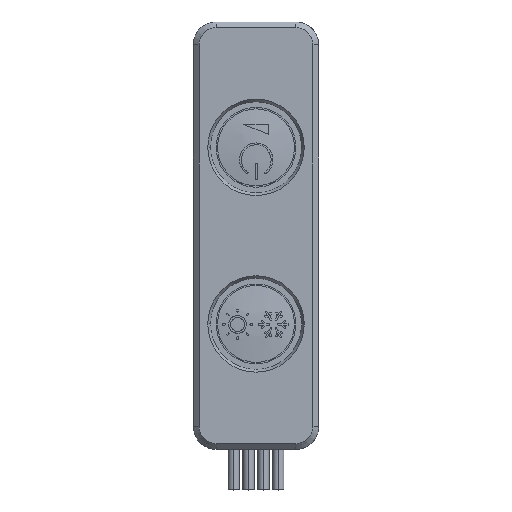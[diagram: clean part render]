
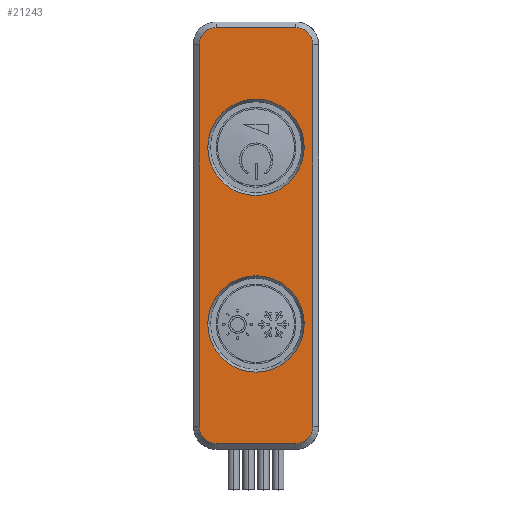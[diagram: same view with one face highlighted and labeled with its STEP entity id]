
A CAD part, top view. The second image highlights one B-rep face of the part: STEP entity #21243.
In plain terms, the highlighted planar face has unit normal (0, 0, 1).
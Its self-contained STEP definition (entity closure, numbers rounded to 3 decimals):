
#156 = VERTEX_POINT ( 'NONE', #6404 ) ;
#224 = ORIENTED_EDGE ( 'NONE', *, *, #19497, .T. ) ;
#875 = DIRECTION ( 'NONE',  ( 1., 0., 0. ) ) ;
#887 = DIRECTION ( 'NONE',  ( 1., 0., 0. ) ) ;
#903 = CIRCLE ( 'NONE', #11528, 3. ) ;
#970 = EDGE_LOOP ( 'NONE', ( #16705, #22023 ) ) ;
#1435 = EDGE_LOOP ( 'NONE', ( #25373, #13668, #224, #25845, #13037, #2462, #23085, #2566 ) ) ;
#1559 = DIRECTION ( 'NONE',  ( 1., 0., 0. ) ) ;
#1572 = DIRECTION ( 'NONE',  ( 0., -1., 0. ) ) ;
#1663 = CARTESIAN_POINT ( 'NONE',  ( 0., 15., 7. ) ) ;
#1776 = VECTOR ( 'NONE', #18987, 1000. ) ;
#1941 = DIRECTION ( 'NONE',  ( 0., 0., -1. ) ) ;
#2255 = LINE ( 'NONE', #12249, #14006 ) ;
#2422 = CIRCLE ( 'NONE', #18604, 3. ) ;
#2462 = ORIENTED_EDGE ( 'NONE', *, *, #21893, .T. ) ;
#2544 = CIRCLE ( 'NONE', #8052, 8.462 ) ;
#2566 = ORIENTED_EDGE ( 'NONE', *, *, #10757, .T. ) ;
#2775 = CARTESIAN_POINT ( 'NONE',  ( 11., 67., 7. ) ) ;
#2828 = LINE ( 'NONE', #11335, #15148 ) ;
#2871 = CARTESIAN_POINT ( 'NONE',  ( -7., 64., 7. ) ) ;
#2887 = CARTESIAN_POINT ( 'NONE',  ( 7., 64., 7. ) ) ;
#2917 = CARTESIAN_POINT ( 'NONE',  ( -10., -3., 7. ) ) ;
#3067 = EDGE_CURVE ( 'NONE', #11868, #24549, #2255, .T. ) ;
#3150 = EDGE_CURVE ( 'NONE', #19359, #17909, #2544, .T. ) ;
#3447 = VERTEX_POINT ( 'NONE', #8019 ) ;
#3686 = CARTESIAN_POINT ( 'NONE',  ( 0., 46., 7. ) ) ;
#3915 = CARTESIAN_POINT ( 'NONE',  ( -8.462, 46., 7. ) ) ;
#3996 = DIRECTION ( 'NONE',  ( 0., 0., 1. ) ) ;
#4054 = CARTESIAN_POINT ( 'NONE',  ( -7., -6., 7. ) ) ;
#4130 = EDGE_LOOP ( 'NONE', ( #21871, #4773 ) ) ;
#4768 = CIRCLE ( 'NONE', #19617, 3. ) ;
#4773 = ORIENTED_EDGE ( 'NONE', *, *, #13730, .T. ) ;
#5021 = EDGE_CURVE ( 'NONE', #24127, #23705, #19112, .T. ) ;
#5236 = CARTESIAN_POINT ( 'NONE',  ( 10., 64., 7. ) ) ;
#5723 = DIRECTION ( 'NONE',  ( 1., 0., 0. ) ) ;
#5898 = VERTEX_POINT ( 'NONE', #4054 ) ;
#6115 = DIRECTION ( 'NONE',  ( 1., 0., 0. ) ) ;
#6404 = CARTESIAN_POINT ( 'NONE',  ( -10., 64., 7. ) ) ;
#7281 = DIRECTION ( 'NONE',  ( 0., 0., -1. ) ) ;
#7363 = CARTESIAN_POINT ( 'NONE',  ( -8.462, 15., 7. ) ) ;
#7462 = CARTESIAN_POINT ( 'NONE',  ( 11., -7., 7. ) ) ;
#8019 = CARTESIAN_POINT ( 'NONE',  ( -7., 67., 7. ) ) ;
#8038 = DIRECTION ( 'NONE',  ( 1., 0., 0. ) ) ;
#8052 = AXIS2_PLACEMENT_3D ( 'NONE', #15291, #10770, #8914 ) ;
#8914 = DIRECTION ( 'NONE',  ( 1., 0., 0. ) ) ;
#9193 = CARTESIAN_POINT ( 'NONE',  ( 8.462, 46., 7. ) ) ;
#9560 = AXIS2_PLACEMENT_3D ( 'NONE', #1663, #23854, #8038 ) ;
#9651 = VERTEX_POINT ( 'NONE', #18419 ) ;
#10358 = CARTESIAN_POINT ( 'NONE',  ( 10., -3., 7. ) ) ;
#10504 = DIRECTION ( 'NONE',  ( 0., 1., 0. ) ) ;
#10757 = EDGE_CURVE ( 'NONE', #3447, #156, #2422, .T. ) ;
#10770 = DIRECTION ( 'NONE',  ( 0., 0., -1. ) ) ;
#11335 = CARTESIAN_POINT ( 'NONE',  ( 11., -6., 7. ) ) ;
#11528 = AXIS2_PLACEMENT_3D ( 'NONE', #16217, #25909, #5723 ) ;
#11646 = EDGE_CURVE ( 'NONE', #12068, #11868, #903, .T. ) ;
#11868 = VERTEX_POINT ( 'NONE', #10358 ) ;
#11965 = CIRCLE ( 'NONE', #15375, 8.462 ) ;
#12017 = AXIS2_PLACEMENT_3D ( 'NONE', #24311, #14240, #12895 ) ;
#12068 = VERTEX_POINT ( 'NONE', #13156 ) ;
#12249 = CARTESIAN_POINT ( 'NONE',  ( 10., -7., 7. ) ) ;
#12895 = DIRECTION ( 'NONE',  ( 1., 0., 0. ) ) ;
#13037 = ORIENTED_EDGE ( 'NONE', *, *, #3067, .T. ) ;
#13156 = CARTESIAN_POINT ( 'NONE',  ( 7., -6., 7. ) ) ;
#13668 = ORIENTED_EDGE ( 'NONE', *, *, #21387, .T. ) ;
#13676 = EDGE_CURVE ( 'NONE', #9651, #3447, #16604, .T. ) ;
#13730 = EDGE_CURVE ( 'NONE', #23705, #24127, #11965, .T. ) ;
#14006 = VECTOR ( 'NONE', #10504, 1000. ) ;
#14240 = DIRECTION ( 'NONE',  ( 0., 0., 1. ) ) ;
#14250 = VECTOR ( 'NONE', #1572, 1000. ) ;
#15148 = VECTOR ( 'NONE', #23160, 1000. ) ;
#15270 = DIRECTION ( 'NONE',  ( 1., 0., 0. ) ) ;
#15291 = CARTESIAN_POINT ( 'NONE',  ( 0., 15., 7. ) ) ;
#15375 = AXIS2_PLACEMENT_3D ( 'NONE', #17396, #7281, #15270 ) ;
#15545 = CARTESIAN_POINT ( 'NONE',  ( -10., -7., 7. ) ) ;
#15730 = EDGE_CURVE ( 'NONE', #17909, #19359, #24812, .T. ) ;
#16158 = AXIS2_PLACEMENT_3D ( 'NONE', #3686, #1941, #1559 ) ;
#16217 = CARTESIAN_POINT ( 'NONE',  ( 7., -3., 7. ) ) ;
#16604 = LINE ( 'NONE', #2775, #1776 ) ;
#16692 = AXIS2_PLACEMENT_3D ( 'NONE', #7462, #3996, #6115 ) ;
#16705 = ORIENTED_EDGE ( 'NONE', *, *, #3150, .T. ) ;
#16877 = EDGE_CURVE ( 'NONE', #156, #21453, #19774, .T. ) ;
#17396 = CARTESIAN_POINT ( 'NONE',  ( 0., 46., 7. ) ) ;
#17909 = VERTEX_POINT ( 'NONE', #7363 ) ;
#18419 = CARTESIAN_POINT ( 'NONE',  ( 7., 67., 7. ) ) ;
#18604 = AXIS2_PLACEMENT_3D ( 'NONE', #2871, #19087, #875 ) ;
#18987 = DIRECTION ( 'NONE',  ( -1., 0., 0. ) ) ;
#19087 = DIRECTION ( 'NONE',  ( 0., 0., 1. ) ) ;
#19099 = DIRECTION ( 'NONE',  ( 0., 0., 1. ) ) ;
#19112 = CIRCLE ( 'NONE', #16158, 8.462 ) ;
#19359 = VERTEX_POINT ( 'NONE', #20894 ) ;
#19497 = EDGE_CURVE ( 'NONE', #5898, #12068, #2828, .T. ) ;
#19617 = AXIS2_PLACEMENT_3D ( 'NONE', #2887, #19099, #887 ) ;
#19774 = LINE ( 'NONE', #15545, #14250 ) ;
#20058 = FACE_BOUND ( 'NONE', #970, .T. ) ;
#20894 = CARTESIAN_POINT ( 'NONE',  ( 8.462, 15., 7. ) ) ;
#21243 = ADVANCED_FACE ( 'NONE', ( #23920, #20058, #23541 ), #25661, .T. ) ;
#21387 = EDGE_CURVE ( 'NONE', #21453, #5898, #23474, .T. ) ;
#21453 = VERTEX_POINT ( 'NONE', #2917 ) ;
#21871 = ORIENTED_EDGE ( 'NONE', *, *, #5021, .T. ) ;
#21893 = EDGE_CURVE ( 'NONE', #24549, #9651, #4768, .T. ) ;
#22023 = ORIENTED_EDGE ( 'NONE', *, *, #15730, .T. ) ;
#23085 = ORIENTED_EDGE ( 'NONE', *, *, #13676, .T. ) ;
#23160 = DIRECTION ( 'NONE',  ( 1., 0., 0. ) ) ;
#23474 = CIRCLE ( 'NONE', #12017, 3. ) ;
#23541 = FACE_OUTER_BOUND ( 'NONE', #1435, .T. ) ;
#23705 = VERTEX_POINT ( 'NONE', #3915 ) ;
#23854 = DIRECTION ( 'NONE',  ( 0., 0., -1. ) ) ;
#23920 = FACE_BOUND ( 'NONE', #4130, .T. ) ;
#24127 = VERTEX_POINT ( 'NONE', #9193 ) ;
#24311 = CARTESIAN_POINT ( 'NONE',  ( -7., -3., 7. ) ) ;
#24549 = VERTEX_POINT ( 'NONE', #5236 ) ;
#24812 = CIRCLE ( 'NONE', #9560, 8.462 ) ;
#25373 = ORIENTED_EDGE ( 'NONE', *, *, #16877, .T. ) ;
#25661 = PLANE ( 'NONE',  #16692 ) ;
#25845 = ORIENTED_EDGE ( 'NONE', *, *, #11646, .T. ) ;
#25909 = DIRECTION ( 'NONE',  ( 0., 0., 1. ) ) ;
